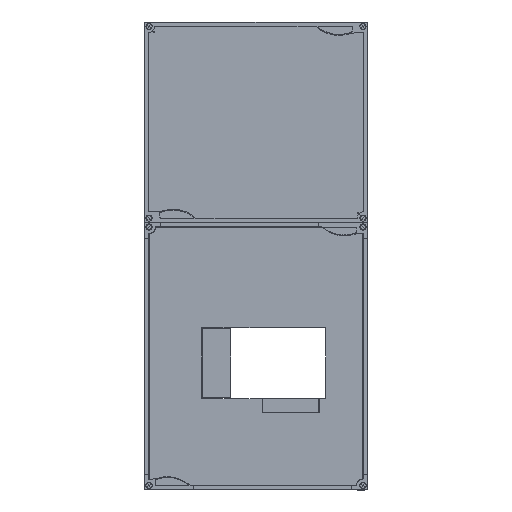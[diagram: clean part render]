
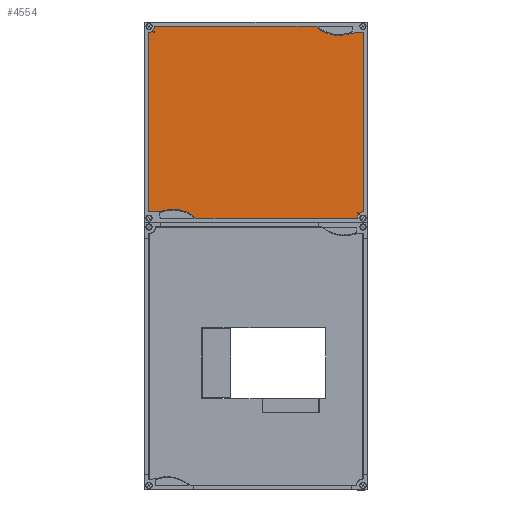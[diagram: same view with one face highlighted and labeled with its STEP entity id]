
A CAD part, top view. The second image highlights one B-rep face of the part: STEP entity #4554.
In plain terms, the highlighted planar face has unit normal (0, 0, 1).
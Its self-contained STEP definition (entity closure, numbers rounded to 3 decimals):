
#4554=ADVANCED_FACE('',(#10361,#10362,#10363),#10364,.T.);
#10361=FACE_BOUND('',#17577,.T.);
#10362=FACE_BOUND('',#17578,.T.);
#10363=FACE_OUTER_BOUND('',#17579,.T.);
#10364=PLANE('',#17580);
#17577=EDGE_LOOP('',(#30906,#30907));
#17578=EDGE_LOOP('',(#30908,#30909));
#17579=EDGE_LOOP('',(#30910,#30911,#30912,#30913,#30914,#30915,#30916,#30917,#30918,#30919,#30920,#30921));
#17580=AXIS2_PLACEMENT_3D('',#30922,#30923,#30924);
#30906=ORIENTED_EDGE('',*,*,#47431,.T.);
#30907=ORIENTED_EDGE('',*,*,#47397,.T.);
#30908=ORIENTED_EDGE('',*,*,#47435,.T.);
#30909=ORIENTED_EDGE('',*,*,#47392,.T.);
#30910=ORIENTED_EDGE('',*,*,#47956,.T.);
#30911=ORIENTED_EDGE('',*,*,#47952,.T.);
#30912=ORIENTED_EDGE('',*,*,#47947,.T.);
#30913=ORIENTED_EDGE('',*,*,#47964,.T.);
#30914=ORIENTED_EDGE('',*,*,#47965,.T.);
#30915=ORIENTED_EDGE('',*,*,#47966,.T.);
#30916=ORIENTED_EDGE('',*,*,#47967,.T.);
#30917=ORIENTED_EDGE('',*,*,#47968,.T.);
#30918=ORIENTED_EDGE('',*,*,#47969,.T.);
#30919=ORIENTED_EDGE('',*,*,#47970,.T.);
#30920=ORIENTED_EDGE('',*,*,#47971,.T.);
#30921=ORIENTED_EDGE('',*,*,#47960,.F.);
#30922=CARTESIAN_POINT('',(250.0,825.0,127.3));
#30923=DIRECTION('',(0.0,0.0,1.0));
#30924=DIRECTION('',(0.0,-1.0,0.0));
#47392=EDGE_CURVE('',#57796,#57800,#57802,.T.);
#47397=EDGE_CURVE('',#57805,#57809,#57811,.T.);
#47431=EDGE_CURVE('',#57809,#57805,#57861,.T.);
#47435=EDGE_CURVE('',#57800,#57796,#57865,.T.);
#47947=EDGE_CURVE('',#58621,#58622,#58623,.T.);
#47952=EDGE_CURVE('',#58630,#58621,#58631,.T.);
#47956=EDGE_CURVE('',#58636,#58630,#58637,.T.);
#47960=EDGE_CURVE('',#58636,#58642,#58643,.T.);
#47964=EDGE_CURVE('',#58622,#58648,#58649,.T.);
#47965=EDGE_CURVE('',#58648,#58650,#58651,.T.);
#47966=EDGE_CURVE('',#58650,#58652,#58653,.T.);
#47967=EDGE_CURVE('',#58652,#58654,#58655,.T.);
#47968=EDGE_CURVE('',#58654,#58656,#58657,.T.);
#47969=EDGE_CURVE('',#58656,#58658,#58659,.T.);
#47970=EDGE_CURVE('',#58658,#58660,#58661,.T.);
#47971=EDGE_CURVE('',#58660,#58642,#58662,.T.);
#57796=VERTEX_POINT('',#73478);
#57800=VERTEX_POINT('',#73483);
#57802=CIRCLE('',#73486,1.1);
#57805=VERTEX_POINT('',#73489);
#57809=VERTEX_POINT('',#73494);
#57811=CIRCLE('',#73497,1.1);
#57861=CIRCLE('',#73555,1.1);
#57865=CIRCLE('',#73559,1.1);
#58621=VERTEX_POINT('',#74583);
#58622=VERTEX_POINT('',#74584);
#58623=CIRCLE('',#74585,75.627);
#58630=VERTEX_POINT('',#74594);
#58631=CIRCLE('',#74595,77.855);
#58636=VERTEX_POINT('',#74601);
#58637=LINE('',#74602,#74603);
#58642=VERTEX_POINT('',#74610);
#58643=LINE('',#74611,#74612);
#58648=VERTEX_POINT('',#74619);
#58649=LINE('',#74620,#74621);
#58650=VERTEX_POINT('',#74622);
#58651=CIRCLE('',#74623,14.);
#58652=VERTEX_POINT('',#74624);
#58653=LINE('',#74625,#74626);
#58654=VERTEX_POINT('',#74627);
#58655=LINE('',#74628,#74629);
#58656=VERTEX_POINT('',#74630);
#58657=CIRCLE('',#74631,77.855);
#58658=VERTEX_POINT('',#74632);
#58659=CIRCLE('',#74633,75.627);
#58660=VERTEX_POINT('',#74634);
#58661=LINE('',#74635,#74636);
#58662=CIRCLE('',#74637,14.);
#73478=CARTESIAN_POINT('',(479.434,621.666,127.3));
#73483=CARTESIAN_POINT('',(477.234,621.666,127.3));
#73486=AXIS2_PLACEMENT_3D('',#90093,#90094,#90095);
#73489=CARTESIAN_POINT('',(22.766,1028.334,127.3));
#73494=CARTESIAN_POINT('',(20.566,1028.334,127.3));
#73497=AXIS2_PLACEMENT_3D('',#90101,#90102,#90103);
#73555=AXIS2_PLACEMENT_3D('',#90160,#90161,#90162);
#73559=AXIS2_PLACEMENT_3D('',#90166,#90167,#90168);
#74583=CARTESIAN_POINT('',(457.3,1023.,127.3));
#74584=CARTESIAN_POINT('',(384.8,1040.,127.3));
#74585=AXIS2_PLACEMENT_3D('',#90752,#90753,#90754);
#74594=CARTESIAN_POINT('',(478.5,1026.0,127.3));
#74595=AXIS2_PLACEMENT_3D('',#90760,#90761,#90762);
#74601=CARTESIAN_POINT('',(492.0,1026.0,127.3));
#74602=CARTESIAN_POINT('',(367.625,1026.0,127.3));
#74603=VECTOR('',#90767,1.0);
#74610=CARTESIAN_POINT('',(492.0,624.0,127.3));
#74611=CARTESIAN_POINT('',(492.0,825.0,127.3));
#74612=VECTOR('',#90770,1.0);
#74619=CARTESIAN_POINT('',(22.,1040.0,127.3));
#74620=CARTESIAN_POINT('',(250.0,1040.0,127.3));
#74621=VECTOR('',#90773,1.0);
#74622=CARTESIAN_POINT('',(8.0,1026.0,127.3));
#74623=AXIS2_PLACEMENT_3D('',#90774,#90775,#90776);
#74624=CARTESIAN_POINT('',(8.0,624.0,127.3));
#74625=CARTESIAN_POINT('',(8.0,825.0,127.3));
#74626=VECTOR('',#90777,1.0);
#74627=CARTESIAN_POINT('',(21.5,624.0,127.3));
#74628=CARTESIAN_POINT('',(132.375,624.0,127.3));
#74629=VECTOR('',#90778,1.0);
#74630=CARTESIAN_POINT('',(42.7,627.,127.3));
#74631=AXIS2_PLACEMENT_3D('',#90779,#90780,#90781);
#74632=CARTESIAN_POINT('',(115.2,610.,127.3));
#74633=AXIS2_PLACEMENT_3D('',#90782,#90783,#90784);
#74634=CARTESIAN_POINT('',(478.,610.,127.3));
#74635=CARTESIAN_POINT('',(250.0,610.0,127.3));
#74636=VECTOR('',#90785,1.0);
#74637=AXIS2_PLACEMENT_3D('',#90786,#90787,#90788);
#90093=CARTESIAN_POINT('',(478.334,621.666,127.3));
#90094=DIRECTION('',(0.0,0.0,-1.0));
#90095=DIRECTION('',(1.0,0.0,0.0));
#90101=CARTESIAN_POINT('',(21.666,1028.334,127.3));
#90102=DIRECTION('',(0.0,0.0,-1.0));
#90103=DIRECTION('',(1.0,0.0,0.0));
#90160=CARTESIAN_POINT('',(21.666,1028.334,127.3));
#90161=DIRECTION('',(0.0,0.0,-1.0));
#90162=DIRECTION('',(1.0,0.0,0.0));
#90166=CARTESIAN_POINT('',(478.334,621.666,127.3));
#90167=DIRECTION('',(0.0,0.0,-1.0));
#90168=DIRECTION('',(1.0,0.0,0.0));
#90752=CARTESIAN_POINT('',(436.078,1095.589,127.3));
#90753=DIRECTION('',(-0.0,0.0,-1.0));
#90754=DIRECTION('',(-0.678,-0.735,0.0));
#90760=CARTESIAN_POINT('',(478.705,948.145,127.3));
#90761=DIRECTION('',(0.0,0.0,1.0));
#90762=DIRECTION('',(-0.003,1.,0.0));
#90767=DIRECTION('',(-1.0,0.0,0.0));
#90770=DIRECTION('',(0.0,-1.0,0.0));
#90773=DIRECTION('',(-1.0,0.0,0.0));
#90774=CARTESIAN_POINT('',(8.,1040.,127.3));
#90775=DIRECTION('',(0.0,-0.0,-1.0));
#90776=DIRECTION('',(0.,-1.0,0.0));
#90777=DIRECTION('',(0.0,-1.0,0.0));
#90778=DIRECTION('',(1.0,0.0,0.0));
#90779=CARTESIAN_POINT('',(21.295,701.855,127.3));
#90780=DIRECTION('',(0.0,0.0,1.0));
#90781=DIRECTION('',(0.003,-1.,0.0));
#90782=CARTESIAN_POINT('',(63.922,554.411,127.3));
#90783=DIRECTION('',(0.0,0.0,-1.0));
#90784=DIRECTION('',(0.678,0.735,0.0));
#90785=DIRECTION('',(1.0,0.0,0.0));
#90786=CARTESIAN_POINT('',(492.,610.,127.3));
#90787=DIRECTION('',(-0.0,0.0,-1.0));
#90788=DIRECTION('',(0.,1.0,0.0));
